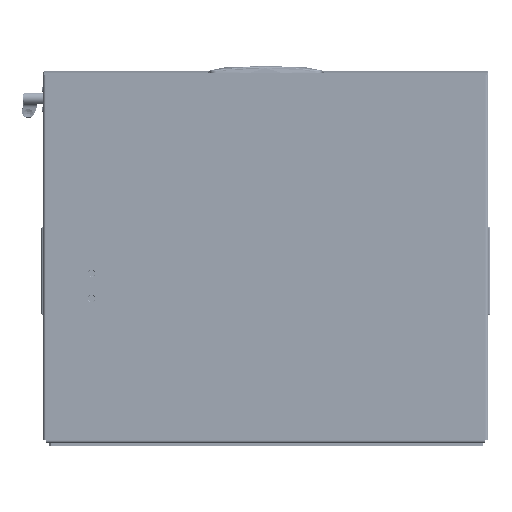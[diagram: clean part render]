
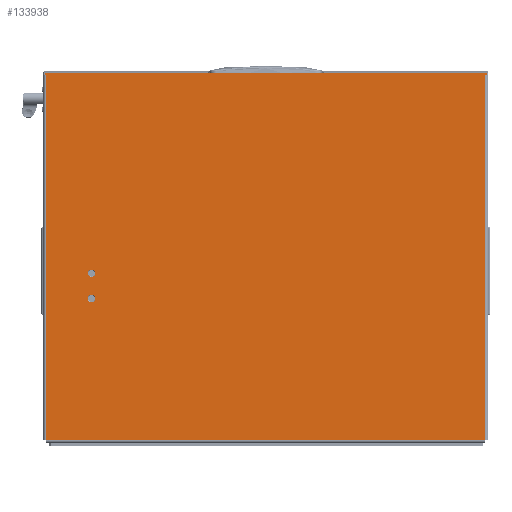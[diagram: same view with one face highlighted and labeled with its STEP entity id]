
A CAD part, front view. The second image highlights one B-rep face of the part: STEP entity #133938.
In plain terms, the highlighted face is planar.
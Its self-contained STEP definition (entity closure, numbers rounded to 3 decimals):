
#611 = EDGE_CURVE ( 'NONE', #149688, #155030, #139083, .T. ) ;
#994 = DIRECTION ( 'NONE',  ( 0., 1., 0. ) ) ;
#4330 = EDGE_LOOP ( 'NONE', ( #9206, #110763 ) ) ;
#4993 = AXIS2_PLACEMENT_3D ( 'NONE', #97568, #110159, #57335 ) ;
#5093 = ORIENTED_EDGE ( 'NONE', *, *, #118718, .F. ) ;
#7416 = CARTESIAN_POINT ( 'NONE',  ( 310., 545., 0. ) ) ;
#8982 = DIRECTION ( 'NONE',  ( -1., 0., 0. ) ) ;
#9206 = ORIENTED_EDGE ( 'NONE', *, *, #136402, .F. ) ;
#9909 = DIRECTION ( 'NONE',  ( -1., 0., 0. ) ) ;
#14391 = VERTEX_POINT ( 'NONE', #27386 ) ;
#22483 = CARTESIAN_POINT ( 'NONE',  ( -2., -2., 0. ) ) ;
#22601 = CARTESIAN_POINT ( 'NONE',  ( 0., 0., 0. ) ) ;
#23084 = FACE_BOUND ( 'NONE', #4330, .T. ) ;
#27386 = CARTESIAN_POINT ( 'NONE',  ( 0., 608., 0. ) ) ;
#29117 = EDGE_CURVE ( 'NONE', #155030, #149688, #139298, .T. ) ;
#29305 = CARTESIAN_POINT ( 'NONE',  ( 0., 610., 0. ) ) ;
#29316 = DIRECTION ( 'NONE',  ( 0., 1., 0. ) ) ;
#31421 = CARTESIAN_POINT ( 'NONE',  ( 0., 610., 0. ) ) ;
#35108 = DIRECTION ( 'NONE',  ( 0., 0., -1. ) ) ;
#45397 = DIRECTION ( 'NONE',  ( 1., 0., 0. ) ) ;
#46565 = VECTOR ( 'NONE', #45397, 1000. ) ;
#46602 = DIRECTION ( 'NONE',  ( -1., 0., 0. ) ) ;
#48325 = PLANE ( 'NONE',  #142329 ) ;
#51150 = VERTEX_POINT ( 'NONE', #22601 ) ;
#53035 = LINE ( 'NONE', #116035, #93934 ) ;
#53981 = DIRECTION ( 'NONE',  ( 0., -1., 0. ) ) ;
#55534 = LINE ( 'NONE', #56384, #46565 ) ;
#56384 = CARTESIAN_POINT ( 'NONE',  ( 0., 0., 0. ) ) ;
#57335 = DIRECTION ( 'NONE',  ( -1., 0., 0. ) ) ;
#59233 = CARTESIAN_POINT ( 'NONE',  ( 275., 545., 0. ) ) ;
#59744 = VERTEX_POINT ( 'NONE', #113055 ) ;
#60211 = VERTEX_POINT ( 'NONE', #68096 ) ;
#60577 = ORIENTED_EDGE ( 'NONE', *, *, #125911, .T. ) ;
#61107 = DIRECTION ( 'NONE',  ( 0., 0., -1. ) ) ;
#61490 = DIRECTION ( 'NONE',  ( 1., 0., 0. ) ) ;
#61643 = VERTEX_POINT ( 'NONE', #127103 ) ;
#61911 = CARTESIAN_POINT ( 'NONE',  ( 0., -2., 0. ) ) ;
#65870 = EDGE_LOOP ( 'NONE', ( #151907, #113823, #60577, #66114, #70855, #98449, #92129, #5093 ) ) ;
#66114 = ORIENTED_EDGE ( 'NONE', *, *, #73372, .T. ) ;
#66520 = CIRCLE ( 'NONE', #112170, 5.2 ) ;
#66747 = AXIS2_PLACEMENT_3D ( 'NONE', #59233, #161563, #46602 ) ;
#66975 = AXIS2_PLACEMENT_3D ( 'NONE', #136651, #61107, #8982 ) ;
#67468 = CARTESIAN_POINT ( 'NONE',  ( 0., -4., 0. ) ) ;
#68096 = CARTESIAN_POINT ( 'NONE',  ( 0., -2., 0. ) ) ;
#69111 = LINE ( 'NONE', #67468, #142516 ) ;
#70134 = CARTESIAN_POINT ( 'NONE',  ( 315.2, 545., 0. ) ) ;
#70855 = ORIENTED_EDGE ( 'NONE', *, *, #114391, .F. ) ;
#71156 = CARTESIAN_POINT ( 'NONE',  ( 506., 608., 0. ) ) ;
#72745 = CARTESIAN_POINT ( 'NONE',  ( 0., 608., 0. ) ) ;
#73245 = EDGE_CURVE ( 'NONE', #60211, #134874, #102141, .T. ) ;
#73372 = EDGE_CURVE ( 'NONE', #148059, #163872, #146477, .T. ) ;
#74994 = CARTESIAN_POINT ( 'NONE',  ( 269.8, 545., 0. ) ) ;
#78159 = CARTESIAN_POINT ( 'NONE',  ( 0., -4., 0. ) ) ;
#79176 = LINE ( 'NONE', #91746, #131476 ) ;
#79348 = VERTEX_POINT ( 'NONE', #70134 ) ;
#79515 = EDGE_CURVE ( 'NONE', #165322, #59744, #79176, .T. ) ;
#85520 = DIRECTION ( 'NONE',  ( -1., 0., 0. ) ) ;
#91746 = CARTESIAN_POINT ( 'NONE',  ( 506., 608., 0. ) ) ;
#92129 = ORIENTED_EDGE ( 'NONE', *, *, #79515, .T. ) ;
#93934 = VECTOR ( 'NONE', #994, 1000. ) ;
#95862 = VECTOR ( 'NONE', #29316, 1000. ) ;
#96472 = CARTESIAN_POINT ( 'NONE',  ( 0., 608., 0. ) ) ;
#97053 = FACE_OUTER_BOUND ( 'NONE', #65870, .T. ) ;
#97568 = CARTESIAN_POINT ( 'NONE',  ( 310., 545., 0. ) ) ;
#98449 = ORIENTED_EDGE ( 'NONE', *, *, #139778, .F. ) ;
#98798 = DIRECTION ( 'NONE',  ( -1., 0., 0. ) ) ;
#98945 = CARTESIAN_POINT ( 'NONE',  ( -2., 610., 0. ) ) ;
#99526 = DIRECTION ( 'NONE',  ( -1., 0., 0. ) ) ;
#102141 = LINE ( 'NONE', #61911, #162223 ) ;
#103310 = VECTOR ( 'NONE', #61490, 1000. ) ;
#105786 = LINE ( 'NONE', #78159, #95862 ) ;
#106926 = ORIENTED_EDGE ( 'NONE', *, *, #611, .F. ) ;
#109065 = LINE ( 'NONE', #96472, #159439 ) ;
#110159 = DIRECTION ( 'NONE',  ( 0., 0., -1. ) ) ;
#110763 = ORIENTED_EDGE ( 'NONE', *, *, #156775, .F. ) ;
#112170 = AXIS2_PLACEMENT_3D ( 'NONE', #7416, #35108, #85520 ) ;
#113055 = CARTESIAN_POINT ( 'NONE',  ( 506., 0., 0. ) ) ;
#113823 = ORIENTED_EDGE ( 'NONE', *, *, #73245, .T. ) ;
#114391 = EDGE_CURVE ( 'NONE', #14391, #163872, #69111, .T. ) ;
#116035 = CARTESIAN_POINT ( 'NONE',  ( -2., -4., 0. ) ) ;
#117176 = ORIENTED_EDGE ( 'NONE', *, *, #29117, .F. ) ;
#117650 = CIRCLE ( 'NONE', #4993, 5.2 ) ;
#118718 = EDGE_CURVE ( 'NONE', #51150, #59744, #55534, .T. ) ;
#123130 = EDGE_CURVE ( 'NONE', #60211, #51150, #105786, .T. ) ;
#125911 = EDGE_CURVE ( 'NONE', #134874, #148059, #53035, .T. ) ;
#126309 = EDGE_LOOP ( 'NONE', ( #117176, #106926 ) ) ;
#127103 = CARTESIAN_POINT ( 'NONE',  ( 304.8, 545., 0. ) ) ;
#131476 = VECTOR ( 'NONE', #53981, 1000. ) ;
#133938 = ADVANCED_FACE ( 'NONE', ( #144069, #23084, #97053 ), #48325, .T. ) ;
#134874 = VERTEX_POINT ( 'NONE', #22483 ) ;
#136402 = EDGE_CURVE ( 'NONE', #61643, #79348, #117650, .T. ) ;
#136651 = CARTESIAN_POINT ( 'NONE',  ( 275., 545., 0. ) ) ;
#139083 = CIRCLE ( 'NONE', #66747, 5.2 ) ;
#139298 = CIRCLE ( 'NONE', #66975, 5.2 ) ;
#139778 = EDGE_CURVE ( 'NONE', #165322, #14391, #109065, .T. ) ;
#142329 = AXIS2_PLACEMENT_3D ( 'NONE', #72745, #148243, #99526 ) ;
#142516 = VECTOR ( 'NONE', #144615, 1000. ) ;
#144069 = FACE_BOUND ( 'NONE', #126309, .T. ) ;
#144615 = DIRECTION ( 'NONE',  ( 0., 1., 0. ) ) ;
#146477 = LINE ( 'NONE', #31421, #103310 ) ;
#148059 = VERTEX_POINT ( 'NONE', #98945 ) ;
#148243 = DIRECTION ( 'NONE',  ( 0., 0., -1. ) ) ;
#149688 = VERTEX_POINT ( 'NONE', #160237 ) ;
#151907 = ORIENTED_EDGE ( 'NONE', *, *, #123130, .F. ) ;
#155030 = VERTEX_POINT ( 'NONE', #74994 ) ;
#156775 = EDGE_CURVE ( 'NONE', #79348, #61643, #66520, .T. ) ;
#159439 = VECTOR ( 'NONE', #9909, 1000. ) ;
#160237 = CARTESIAN_POINT ( 'NONE',  ( 280.2, 545., 0. ) ) ;
#161563 = DIRECTION ( 'NONE',  ( 0., 0., -1. ) ) ;
#162223 = VECTOR ( 'NONE', #98798, 1000. ) ;
#163872 = VERTEX_POINT ( 'NONE', #29305 ) ;
#165322 = VERTEX_POINT ( 'NONE', #71156 ) ;
